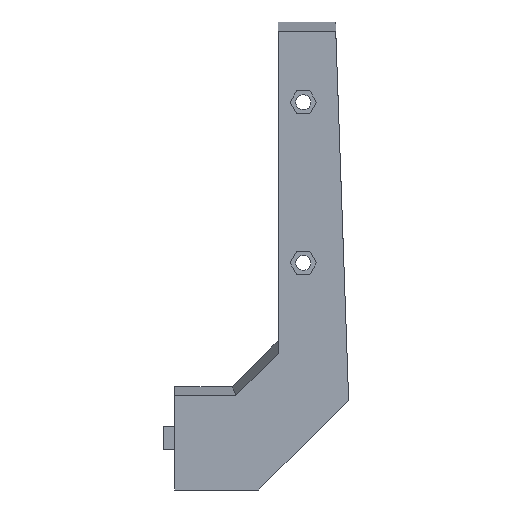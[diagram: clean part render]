
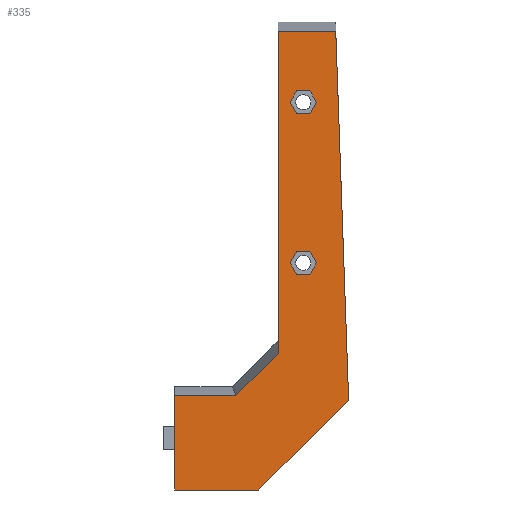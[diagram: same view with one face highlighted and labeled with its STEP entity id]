
A CAD part, left-side view. The second image highlights one B-rep face of the part: STEP entity #335.
In plain terms, the highlighted planar face has unit normal (-1, 0, 0).
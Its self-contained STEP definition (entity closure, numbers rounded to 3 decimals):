
#335=ADVANCED_FACE('',(#717,#718,#719),#720,.F.);
#717=FACE_OUTER_BOUND('',#1129,.T.);
#718=FACE_BOUND('',#1130,.T.);
#719=FACE_BOUND('',#1131,.T.);
#720=PLANE('',#1132);
#1129=EDGE_LOOP('',(#2110,#2111,#2112,#2113,#2114,#2115,#2116,#2117));
#1130=EDGE_LOOP('',(#2118,#2119,#2120,#2121,#2122,#2123));
#1131=EDGE_LOOP('',(#2124,#2125,#2126,#2127,#2128,#2129));
#1132=AXIS2_PLACEMENT_3D('',#2130,#2131,#2132);
#2110=ORIENTED_EDGE('',*,*,#2860,.T.);
#2111=ORIENTED_EDGE('',*,*,#2660,.F.);
#2112=ORIENTED_EDGE('',*,*,#2656,.F.);
#2113=ORIENTED_EDGE('',*,*,#2705,.F.);
#2114=ORIENTED_EDGE('',*,*,#2717,.F.);
#2115=ORIENTED_EDGE('',*,*,#2713,.F.);
#2116=ORIENTED_EDGE('',*,*,#2849,.F.);
#2117=ORIENTED_EDGE('',*,*,#2864,.F.);
#2118=ORIENTED_EDGE('',*,*,#2815,.T.);
#2119=ORIENTED_EDGE('',*,*,#2811,.T.);
#2120=ORIENTED_EDGE('',*,*,#2807,.T.);
#2121=ORIENTED_EDGE('',*,*,#2803,.T.);
#2122=ORIENTED_EDGE('',*,*,#2799,.T.);
#2123=ORIENTED_EDGE('',*,*,#2818,.T.);
#2124=ORIENTED_EDGE('',*,*,#2791,.T.);
#2125=ORIENTED_EDGE('',*,*,#2787,.T.);
#2126=ORIENTED_EDGE('',*,*,#2783,.T.);
#2127=ORIENTED_EDGE('',*,*,#2779,.T.);
#2128=ORIENTED_EDGE('',*,*,#2775,.T.);
#2129=ORIENTED_EDGE('',*,*,#2794,.T.);
#2130=CARTESIAN_POINT('',(-22.5,-55.0,0.0));
#2131=DIRECTION('',(1.0,0.0,0.0));
#2132=DIRECTION('',(0.0,1.0,-0.0));
#2656=EDGE_CURVE('',#3264,#3259,#3266,.T.);
#2660=EDGE_CURVE('',#3259,#3268,#3272,.T.);
#2705=EDGE_CURVE('',#3336,#3264,#3338,.T.);
#2713=EDGE_CURVE('',#3349,#3352,#3353,.T.);
#2717=EDGE_CURVE('',#3352,#3336,#3358,.T.);
#2775=EDGE_CURVE('',#3437,#3442,#3444,.T.);
#2779=EDGE_CURVE('',#3446,#3437,#3450,.T.);
#2783=EDGE_CURVE('',#3452,#3446,#3456,.T.);
#2787=EDGE_CURVE('',#3458,#3452,#3462,.T.);
#2791=EDGE_CURVE('',#3464,#3458,#3468,.T.);
#2794=EDGE_CURVE('',#3442,#3464,#3471,.T.);
#2799=EDGE_CURVE('',#3473,#3478,#3480,.T.);
#2803=EDGE_CURVE('',#3482,#3473,#3486,.T.);
#2807=EDGE_CURVE('',#3488,#3482,#3492,.T.);
#2811=EDGE_CURVE('',#3494,#3488,#3498,.T.);
#2815=EDGE_CURVE('',#3500,#3494,#3504,.T.);
#2818=EDGE_CURVE('',#3478,#3500,#3507,.T.);
#2849=EDGE_CURVE('',#3544,#3349,#3546,.T.);
#2860=EDGE_CURVE('',#3559,#3268,#3560,.T.);
#2864=EDGE_CURVE('',#3559,#3544,#3564,.T.);
#3259=VERTEX_POINT('',#4073);
#3264=VERTEX_POINT('',#4080);
#3266=LINE('',#4083,#4084);
#3268=VERTEX_POINT('',#4086);
#3272=LINE('',#4092,#4093);
#3336=VERTEX_POINT('',#4187);
#3338=LINE('',#4190,#4191);
#3349=VERTEX_POINT('',#4206);
#3352=VERTEX_POINT('',#4210);
#3353=LINE('',#4211,#4212);
#3358=LINE('',#4219,#4220);
#3437=VERTEX_POINT('',#4334);
#3442=VERTEX_POINT('',#4341);
#3444=LINE('',#4344,#4345);
#3446=VERTEX_POINT('',#4347);
#3450=LINE('',#4353,#4354);
#3452=VERTEX_POINT('',#4356);
#3456=LINE('',#4362,#4363);
#3458=VERTEX_POINT('',#4365);
#3462=LINE('',#4371,#4372);
#3464=VERTEX_POINT('',#4374);
#3468=LINE('',#4380,#4381);
#3471=LINE('',#4385,#4386);
#3473=VERTEX_POINT('',#4388);
#3478=VERTEX_POINT('',#4395);
#3480=LINE('',#4398,#4399);
#3482=VERTEX_POINT('',#4401);
#3486=LINE('',#4407,#4408);
#3488=VERTEX_POINT('',#4410);
#3492=LINE('',#4416,#4417);
#3494=VERTEX_POINT('',#4419);
#3498=LINE('',#4425,#4426);
#3500=VERTEX_POINT('',#4428);
#3504=LINE('',#4434,#4435);
#3507=LINE('',#4439,#4440);
#3544=VERTEX_POINT('',#4489);
#3546=LINE('',#4492,#4493);
#3559=VERTEX_POINT('',#4512);
#3560=LINE('',#4513,#4514);
#3564=LINE('',#4519,#4520);
#4073=CARTESIAN_POINT('',(-22.5,-26.643,18.533));
#4080=CARTESIAN_POINT('',(-22.5,0.0,18.533));
#4083=CARTESIAN_POINT('',(-22.5,0.0,18.533));
#4084=VECTOR('',#4949,26.643);
#4086=CARTESIAN_POINT('',(-22.5,-45.0,36.889));
#4092=CARTESIAN_POINT('',(-22.5,-26.643,18.533));
#4093=VECTOR('',#4952,25.96);
#4187=CARTESIAN_POINT('',(-22.5,0.0,-22.5));
#4190=CARTESIAN_POINT('',(-22.5,0.0,-22.5));
#4191=VECTOR('',#4984,41.033);
#4206=CARTESIAN_POINT('',(-22.5,-75.755,16.687));
#4210=CARTESIAN_POINT('',(-22.5,-36.569,-22.5));
#4211=CARTESIAN_POINT('',(-22.5,-75.755,16.687));
#4212=VECTOR('',#4990,55.419);
#4219=CARTESIAN_POINT('',(-22.5,-36.569,-22.5));
#4220=VECTOR('',#4993,36.569);
#4334=CARTESIAN_POINT('',(-22.5,-53.113,71.5));
#4341=CARTESIAN_POINT('',(-22.5,-50.226,76.5));
#4344=CARTESIAN_POINT('',(-22.5,-53.113,71.5));
#4345=VECTOR('',#5053,5.774);
#4347=CARTESIAN_POINT('',(-22.5,-58.887,71.5));
#4353=CARTESIAN_POINT('',(-22.5,-58.887,71.5));
#4354=VECTOR('',#5056,5.774);
#4356=CARTESIAN_POINT('',(-22.5,-61.774,76.5));
#4362=CARTESIAN_POINT('',(-22.5,-61.774,76.5));
#4363=VECTOR('',#5059,5.774);
#4365=CARTESIAN_POINT('',(-22.5,-58.887,81.5));
#4371=CARTESIAN_POINT('',(-22.5,-58.887,81.5));
#4372=VECTOR('',#5062,5.774);
#4374=CARTESIAN_POINT('',(-22.5,-53.113,81.5));
#4380=CARTESIAN_POINT('',(-22.5,-53.113,81.5));
#4381=VECTOR('',#5065,5.774);
#4385=CARTESIAN_POINT('',(-22.5,-50.226,76.5));
#4386=VECTOR('',#5067,5.774);
#4388=CARTESIAN_POINT('',(-22.5,-53.113,141.5));
#4395=CARTESIAN_POINT('',(-22.5,-50.226,146.5));
#4398=CARTESIAN_POINT('',(-22.5,-53.113,141.5));
#4399=VECTOR('',#5071,5.774);
#4401=CARTESIAN_POINT('',(-22.5,-58.887,141.5));
#4407=CARTESIAN_POINT('',(-22.5,-58.887,141.5));
#4408=VECTOR('',#5074,5.774);
#4410=CARTESIAN_POINT('',(-22.5,-61.774,146.5));
#4416=CARTESIAN_POINT('',(-22.5,-61.774,146.5));
#4417=VECTOR('',#5077,5.774);
#4419=CARTESIAN_POINT('',(-22.5,-58.887,151.5));
#4425=CARTESIAN_POINT('',(-22.5,-58.887,151.5));
#4426=VECTOR('',#5080,5.774);
#4428=CARTESIAN_POINT('',(-22.5,-53.113,151.5));
#4434=CARTESIAN_POINT('',(-22.5,-53.113,151.5));
#4435=VECTOR('',#5083,5.774);
#4439=CARTESIAN_POINT('',(-22.5,-50.226,146.5));
#4440=VECTOR('',#5085,5.774);
#4489=CARTESIAN_POINT('',(-22.5,-70.139,177.533));
#4492=CARTESIAN_POINT('',(-22.5,-70.139,177.533));
#4493=VECTOR('',#5123,160.944);
#4512=CARTESIAN_POINT('',(-22.5,-45.0,177.533));
#4513=CARTESIAN_POINT('',(-22.5,-45.0,177.533));
#4514=VECTOR('',#5130,140.643);
#4519=CARTESIAN_POINT('',(-22.5,-45.0,177.533));
#4520=VECTOR('',#5135,25.139);
#4949=DIRECTION('',(0.0,-1.0,0.0));
#4952=DIRECTION('',(0.0,-0.707,0.707));
#4984=DIRECTION('',(0.0,0.0,1.0));
#4990=DIRECTION('',(0.0,0.707,-0.707));
#4993=DIRECTION('',(0.0,1.0,0.0));
#5053=DIRECTION('',(0.0,0.5,0.866));
#5056=DIRECTION('',(0.0,1.0,0.0));
#5059=DIRECTION('',(0.0,0.5,-0.866));
#5062=DIRECTION('',(0.0,-0.5,-0.866));
#5065=DIRECTION('',(0.0,-1.0,0.0));
#5067=DIRECTION('',(0.0,-0.5,0.866));
#5071=DIRECTION('',(0.0,0.5,0.866));
#5074=DIRECTION('',(0.0,1.0,0.0));
#5077=DIRECTION('',(0.0,0.5,-0.866));
#5080=DIRECTION('',(0.0,-0.5,-0.866));
#5083=DIRECTION('',(0.0,-1.0,0.0));
#5085=DIRECTION('',(0.0,-0.5,0.866));
#5123=DIRECTION('',(0.0,-0.035,-0.999));
#5130=DIRECTION('',(0.0,0.0,-1.0));
#5135=DIRECTION('',(0.0,-1.0,0.0));
